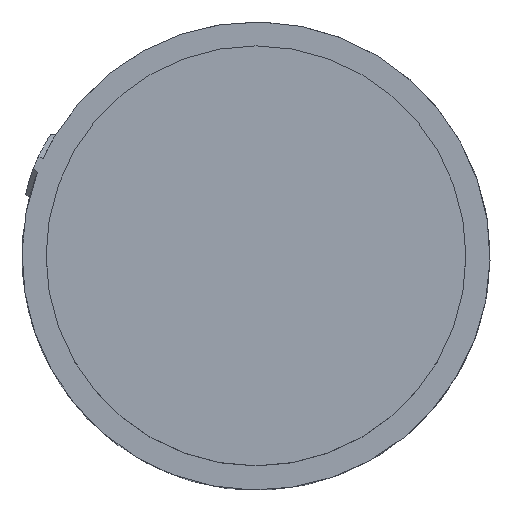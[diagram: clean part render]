
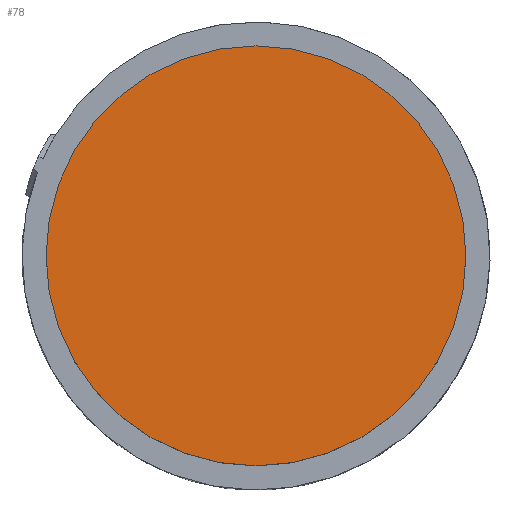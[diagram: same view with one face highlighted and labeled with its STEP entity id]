
A CAD part, top view. The second image highlights one B-rep face of the part: STEP entity #78.
In plain terms, the highlighted planar face has unit normal (0, 0, 1).
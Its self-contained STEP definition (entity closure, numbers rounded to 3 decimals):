
#54=PLANE('',#282);
#64=FACE_OUTER_BOUND('',#130,.T.);
#78=ADVANCED_FACE('',(#64),#54,.F.);
#130=EDGE_LOOP('',(#194));
#194=ORIENTED_EDGE('',*,*,#244,.T.);
#216=VERTEX_POINT('',#423);
#244=EDGE_CURVE('',#216,#216,#252,.T.);
#252=CIRCLE('',#280,31.4);
#280=AXIS2_PLACEMENT_3D('',#422,#348,#349);
#282=AXIS2_PLACEMENT_3D('',#425,#352,#353);
#348=DIRECTION('',(0.,0.,1.));
#349=DIRECTION('',(-1.,0.,0.));
#352=DIRECTION('',(0.,0.,-1.));
#353=DIRECTION('',(1.,0.,0.));
#422=CARTESIAN_POINT('',(0.,0.,34.5));
#423=CARTESIAN_POINT('',(-31.4,0.,34.5));
#425=CARTESIAN_POINT('',(0.,-31.4,34.5));
